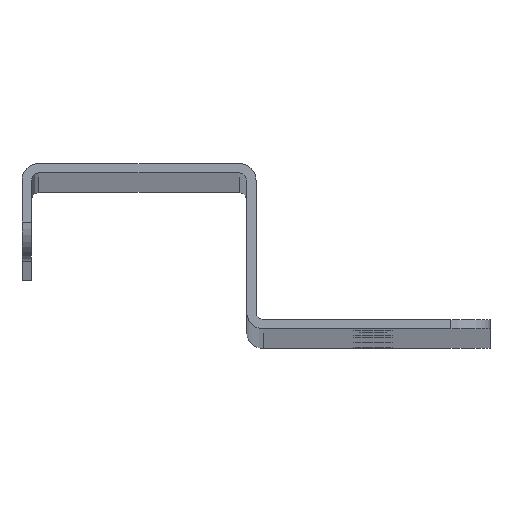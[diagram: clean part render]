
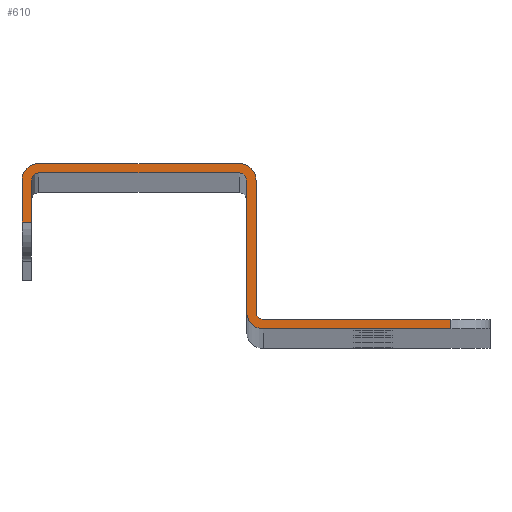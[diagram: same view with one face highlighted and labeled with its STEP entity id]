
A CAD part, top view. The second image highlights one B-rep face of the part: STEP entity #610.
In plain terms, the highlighted planar face has unit normal (0, 0, 1).
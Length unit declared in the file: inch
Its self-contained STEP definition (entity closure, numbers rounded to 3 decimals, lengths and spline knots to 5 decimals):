
#9 = FACE_OUTER_BOUND ( 'NONE', #998, .T. ) ;
#13 = EDGE_CURVE ( 'NONE', #154, #439, #157, .T. ) ;
#16 = VERTEX_POINT ( 'NONE', #942 ) ;
#24 = LINE ( 'NONE', #108, #58 ) ;
#25 = DIRECTION ( 'NONE',  ( 0., 1., 0. ) ) ;
#32 = VERTEX_POINT ( 'NONE', #848 ) ;
#33 = DIRECTION ( 'NONE',  ( -1., 0., 0. ) ) ;
#48 = CARTESIAN_POINT ( 'NONE',  ( -0.75, 0.5, 36. ) ) ;
#58 = VECTOR ( 'NONE', #921, 39.37008 ) ;
#63 = LINE ( 'NONE', #696, #682 ) ;
#78 = VERTEX_POINT ( 'NONE', #603 ) ;
#80 = VERTEX_POINT ( 'NONE', #335 ) ;
#87 = VERTEX_POINT ( 'NONE', #340 ) ;
#90 = CARTESIAN_POINT ( 'NONE',  ( -0.107, 0.393, 36. ) ) ;
#100 = EDGE_CURVE ( 'NONE', #423, #16, #24, .T. ) ;
#105 = CARTESIAN_POINT ( 'NONE',  ( -0.107, 0.44, 36. ) ) ;
#106 = EDGE_CURVE ( 'NONE', #430, #295, #712, .T. ) ;
#108 = CARTESIAN_POINT ( 'NONE',  ( -0.06, -0.5, 36. ) ) ;
#146 = CARTESIAN_POINT ( 'NONE',  ( -0.06, 0.393, 36. ) ) ;
#152 = EDGE_CURVE ( 'NONE', #628, #80, #842, .T. ) ;
#154 = VERTEX_POINT ( 'NONE', #373 ) ;
#157 = CIRCLE ( 'NONE', #561, 0.107 ) ;
#166 = CARTESIAN_POINT ( 'NONE',  ( -1.44, 0.393, 36. ) ) ;
#171 = CARTESIAN_POINT ( 'NONE',  ( 0.047, -0.453, 36. ) ) ;
#174 = VECTOR ( 'NONE', #864, 39.37008 ) ;
#179 = ORIENTED_EDGE ( 'NONE', *, *, #963, .F. ) ;
#183 = ORIENTED_EDGE ( 'NONE', *, *, #660, .F. ) ;
#184 = CARTESIAN_POINT ( 'NONE',  ( -1.5, 0.134, 36. ) ) ;
#188 = VERTEX_POINT ( 'NONE', #923 ) ;
#192 = AXIS2_PLACEMENT_3D ( 'NONE', #171, #745, #819 ) ;
#203 = ORIENTED_EDGE ( 'NONE', *, *, #352, .F. ) ;
#216 = ORIENTED_EDGE ( 'NONE', *, *, #490, .T. ) ;
#224 = CARTESIAN_POINT ( 'NONE',  ( 1.5, -0.56, 36. ) ) ;
#229 = VECTOR ( 'NONE', #868, 39.37008 ) ;
#247 = ORIENTED_EDGE ( 'NONE', *, *, #521, .T. ) ;
#253 = CARTESIAN_POINT ( 'NONE',  ( -1.44, 0.5, 36. ) ) ;
#254 = VERTEX_POINT ( 'NONE', #843 ) ;
#258 = ORIENTED_EDGE ( 'NONE', *, *, #872, .F. ) ;
#262 = VECTOR ( 'NONE', #1000, 39.37008 ) ;
#282 = CARTESIAN_POINT ( 'NONE',  ( 0., -0.453, 36. ) ) ;
#291 = VERTEX_POINT ( 'NONE', #688 ) ;
#293 = CARTESIAN_POINT ( 'NONE',  ( 0., -0.03, 36. ) ) ;
#295 = VERTEX_POINT ( 'NONE', #282 ) ;
#296 = CARTESIAN_POINT ( 'NONE',  ( 0.7735, -0.5, 36. ) ) ;
#301 = ORIENTED_EDGE ( 'NONE', *, *, #100, .T. ) ;
#308 = CARTESIAN_POINT ( 'NONE',  ( 0.047, -0.5, 36. ) ) ;
#311 = DIRECTION ( 'NONE',  ( 1., 0., 0. ) ) ;
#312 = VERTEX_POINT ( 'NONE', #105 ) ;
#313 = LINE ( 'NONE', #296, #229 ) ;
#316 = AXIS2_PLACEMENT_3D ( 'NONE', #813, #648, #644 ) ;
#328 = DIRECTION ( 'NONE',  ( -1., 0., 0. ) ) ;
#335 = CARTESIAN_POINT ( 'NONE',  ( 1.25, -0.56, 36. ) ) ;
#336 = DIRECTION ( 'NONE',  ( 0., 0., -1. ) ) ;
#340 = CARTESIAN_POINT ( 'NONE',  ( 0., 0.393, 36. ) ) ;
#341 = DIRECTION ( 'NONE',  ( 0., 0., -1. ) ) ;
#351 = CARTESIAN_POINT ( 'NONE',  ( -1.47, 0.125, 36. ) ) ;
#352 = EDGE_CURVE ( 'NONE', #154, #291, #454, .T. ) ;
#368 = CARTESIAN_POINT ( 'NONE',  ( -1.393, 0.393, 36. ) ) ;
#373 = CARTESIAN_POINT ( 'NONE',  ( -1.393, 0.5, 36. ) ) ;
#397 = VECTOR ( 'NONE', #25, 39.37008 ) ;
#413 = CARTESIAN_POINT ( 'NONE',  ( 0.7735, -0.53, 36. ) ) ;
#423 = VERTEX_POINT ( 'NONE', #146 ) ;
#430 = VERTEX_POINT ( 'NONE', #308 ) ;
#434 = ORIENTED_EDGE ( 'NONE', *, *, #798, .F. ) ;
#439 = VERTEX_POINT ( 'NONE', #467 ) ;
#449 = EDGE_CURVE ( 'NONE', #430, #32, #313, .T. ) ;
#454 = LINE ( 'NONE', #48, #665 ) ;
#459 = DIRECTION ( 'NONE',  ( 1., 0., 0. ) ) ;
#466 = ORIENTED_EDGE ( 'NONE', *, *, #630, .F. ) ;
#467 = CARTESIAN_POINT ( 'NONE',  ( -1.5, 0.393, 36. ) ) ;
#468 = LINE ( 'NONE', #253, #873 ) ;
#490 = EDGE_CURVE ( 'NONE', #312, #423, #734, .T. ) ;
#521 = EDGE_CURVE ( 'NONE', #1047, #78, #1023, .T. ) ;
#528 = DIRECTION ( 'NONE',  ( 0., 0., 1. ) ) ;
#561 = AXIS2_PLACEMENT_3D ( 'NONE', #368, #528, #33 ) ;
#576 = ORIENTED_EDGE ( 'NONE', *, *, #152, .T. ) ;
#579 = ORIENTED_EDGE ( 'NONE', *, *, #1046, .T. ) ;
#583 = ORIENTED_EDGE ( 'NONE', *, *, #449, .F. ) ;
#593 = ORIENTED_EDGE ( 'NONE', *, *, #793, .T. ) ;
#603 = CARTESIAN_POINT ( 'NONE',  ( -1.393, 0.44, 36. ) ) ;
#610 = ADVANCED_FACE ( 'NONE', ( #9 ), #820, .F. ) ;
#613 = LINE ( 'NONE', #293, #1036 ) ;
#628 = VERTEX_POINT ( 'NONE', #658 ) ;
#630 = EDGE_CURVE ( 'NONE', #188, #254, #751, .T. ) ;
#632 = CARTESIAN_POINT ( 'NONE',  ( 1.25, -0.53, 36. ) ) ;
#635 = DIRECTION ( 'NONE',  ( 1., 0., 0. ) ) ;
#644 = DIRECTION ( 'NONE',  ( -1., 0., 0. ) ) ;
#648 = DIRECTION ( 'NONE',  ( 0., 0., -1. ) ) ;
#658 = CARTESIAN_POINT ( 'NONE',  ( 0.047, -0.56, 36. ) ) ;
#660 = EDGE_CURVE ( 'NONE', #254, #439, #922, .T. ) ;
#665 = VECTOR ( 'NONE', #635, 39.37008 ) ;
#667 = AXIS2_PLACEMENT_3D ( 'NONE', #714, #985, #311 ) ;
#682 = VECTOR ( 'NONE', #459, 39.37008 ) ;
#688 = CARTESIAN_POINT ( 'NONE',  ( -0.107, 0.5, 36. ) ) ;
#696 = CARTESIAN_POINT ( 'NONE',  ( 0., 0.44, 36. ) ) ;
#712 = CIRCLE ( 'NONE', #192, 0.047 ) ;
#714 = CARTESIAN_POINT ( 'NONE',  ( 0.047, -0.453, 36. ) ) ;
#718 = VECTOR ( 'NONE', #1028, 39.37008 ) ;
#734 = CIRCLE ( 'NONE', #821, 0.047 ) ;
#741 = ORIENTED_EDGE ( 'NONE', *, *, #106, .T. ) ;
#745 = DIRECTION ( 'NONE',  ( 0., 0., -1. ) ) ;
#750 = CIRCLE ( 'NONE', #989, 0.107 ) ;
#751 = LINE ( 'NONE', #351, #262 ) ;
#793 = EDGE_CURVE ( 'NONE', #78, #312, #63, .T. ) ;
#798 = EDGE_CURVE ( 'NONE', #87, #295, #613, .T. ) ;
#804 = CIRCLE ( 'NONE', #667, 0.107 ) ;
#813 = CARTESIAN_POINT ( 'NONE',  ( -1.393, 0.393, 36. ) ) ;
#819 = DIRECTION ( 'NONE',  ( 1., 0., 0. ) ) ;
#820 = PLANE ( 'NONE',  #838 ) ;
#821 = AXIS2_PLACEMENT_3D ( 'NONE', #90, #336, #328 ) ;
#838 = AXIS2_PLACEMENT_3D ( 'NONE', #413, #341, #974 ) ;
#842 = LINE ( 'NONE', #224, #174 ) ;
#843 = CARTESIAN_POINT ( 'NONE',  ( -1.5, 0.125, 36. ) ) ;
#848 = CARTESIAN_POINT ( 'NONE',  ( 1.25, -0.5, 36. ) ) ;
#864 = DIRECTION ( 'NONE',  ( 1., 0., 0. ) ) ;
#868 = DIRECTION ( 'NONE',  ( 1., 0., 0. ) ) ;
#872 = EDGE_CURVE ( 'NONE', #32, #80, #944, .T. ) ;
#873 = VECTOR ( 'NONE', #972, 39.37008 ) ;
#880 = DIRECTION ( 'NONE',  ( -1., 0., 0. ) ) ;
#891 = CARTESIAN_POINT ( 'NONE',  ( -0.107, 0.393, 36. ) ) ;
#921 = DIRECTION ( 'NONE',  ( 0., -1., 0. ) ) ;
#922 = LINE ( 'NONE', #184, #397 ) ;
#923 = CARTESIAN_POINT ( 'NONE',  ( -1.44, 0.125, 36. ) ) ;
#942 = CARTESIAN_POINT ( 'NONE',  ( -0.06, -0.453, 36. ) ) ;
#944 = LINE ( 'NONE', #632, #718 ) ;
#957 = ORIENTED_EDGE ( 'NONE', *, *, #982, .T. ) ;
#963 = EDGE_CURVE ( 'NONE', #628, #16, #804, .T. ) ;
#972 = DIRECTION ( 'NONE',  ( 0., 1., 0. ) ) ;
#974 = DIRECTION ( 'NONE',  ( -1., 0., 0. ) ) ;
#979 = DIRECTION ( 'NONE',  ( 0., 0., 1. ) ) ;
#982 = EDGE_CURVE ( 'NONE', #188, #1047, #468, .T. ) ;
#985 = DIRECTION ( 'NONE',  ( 0., 0., -1. ) ) ;
#989 = AXIS2_PLACEMENT_3D ( 'NONE', #891, #979, #880 ) ;
#998 = EDGE_LOOP ( 'NONE', ( #583, #741, #434, #579, #203, #1011, #183, #466, #957, #247, #593, #216, #301, #179, #576, #258 ) ) ;
#1000 = DIRECTION ( 'NONE',  ( -1., 0., 0. ) ) ;
#1011 = ORIENTED_EDGE ( 'NONE', *, *, #13, .T. ) ;
#1023 = CIRCLE ( 'NONE', #316, 0.047 ) ;
#1028 = DIRECTION ( 'NONE',  ( 0., -1., 0. ) ) ;
#1036 = VECTOR ( 'NONE', #1043, 39.37008 ) ;
#1043 = DIRECTION ( 'NONE',  ( 0., -1., 0. ) ) ;
#1046 = EDGE_CURVE ( 'NONE', #87, #291, #750, .T. ) ;
#1047 = VERTEX_POINT ( 'NONE', #166 ) ;
